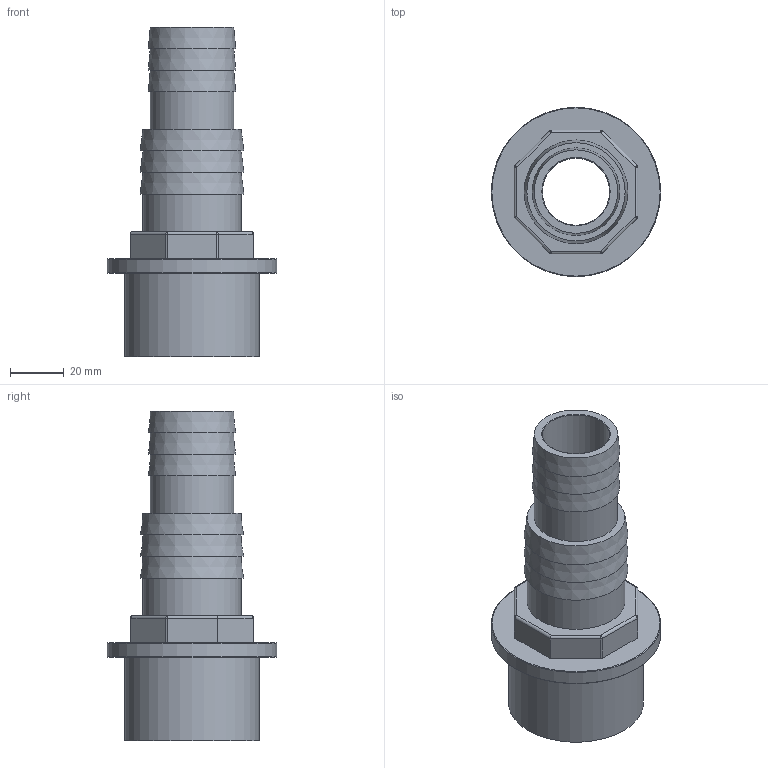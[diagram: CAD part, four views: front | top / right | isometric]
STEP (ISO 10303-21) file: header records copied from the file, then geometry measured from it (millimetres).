
FILE_DESCRIPTION( ( 'Unknown' ), '1' );
FILE_NAME( '7135050.stp', 'Unknown', ( 'Unknown' ), ( 'Unknown' ), 'PSStep 16.0.42', 'Unknown', ' ' );
FILE_SCHEMA( ( 'AUTOMOTIVE_DESIGN { 1 0 10303 214 1 1 1 1 }' ) );
Length unit declared in the file: millimetre
Products named in the file (1): 1
Bounding box: 63 x 63 x 122.5 mm (x, y, z)
Volume: 84584.8 mm3; surface area: 32084.5 mm2
Topology: 1 solids, 1 shells, 59 faces, 122 edges, 69 vertices
Faces by surface type: plane 21, cylinder 21, cone 7, sphere 7, torus 3
Full cylindrical faces by diameter (mm): 25 x1, 31 x1, 36.5 x1, 40.3 x1, 50.1 x1, 63 x1
Entity records: 1887 total; most frequent: DIRECTION 273, CARTESIAN_POINT 222, ORIENTED_EDGE 192, AXIS2_PLACEMENT_3D 117, EDGE_CURVE 96, EDGE_LOOP 88, FACE_OUTER_BOUND 68, VERTEX_POINT 66
